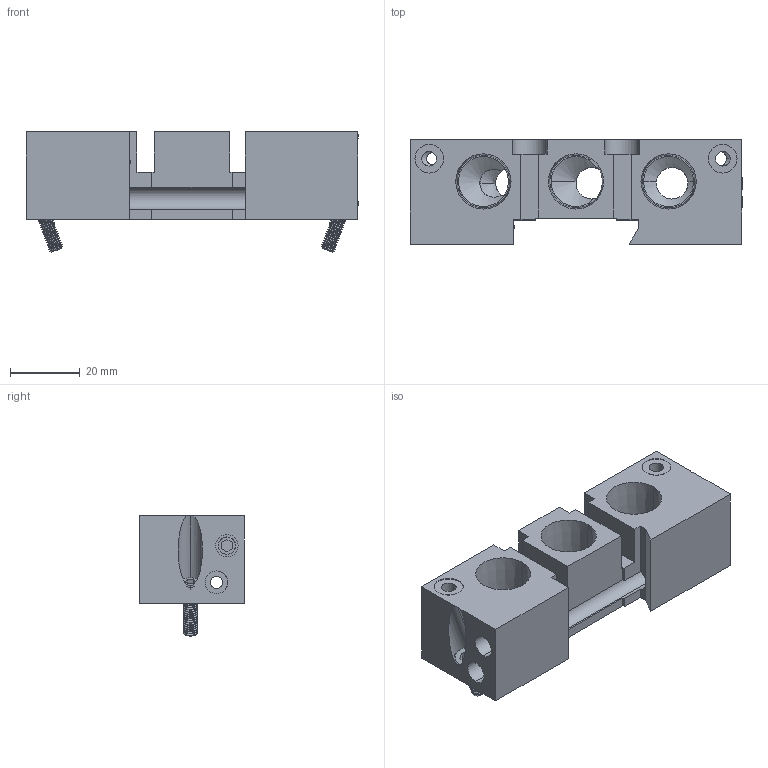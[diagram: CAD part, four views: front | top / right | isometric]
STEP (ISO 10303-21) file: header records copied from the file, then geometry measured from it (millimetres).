
FILE_DESCRIPTION (( 'STEP AP214' ), '1' );
FILE_NAME ('07_055_2.STEP', '2016-07-15T10:07:03', ( '' ), ( '' ), 'SwSTEP 2.0', 'SolidWorks 2016', '' );
FILE_SCHEMA (( 'AUTOMOTIVE_DESIGN' ));
Length unit declared in the file: millimetre
Products named in the file (1): 07_055_2
Bounding box: 95 x 30 x 34.39 mm (x, y, z)
Volume: 46163.6 mm3; surface area: 19473.4 mm2
Topology: 4 solids, 4 shells, 410 faces, 1078 edges, 675 vertices
Faces by surface type: cone 188, cylinder 126, plane 88, torus 8
Entity records: 13041 total; most frequent: CARTESIAN_POINT 2459, DIRECTION 2409, ORIENTED_EDGE 2132, EDGE_CURVE 1066, AXIS2_PLACEMENT_3D 963, VERTEX_POINT 675, CIRCLE 552, LINE 483
